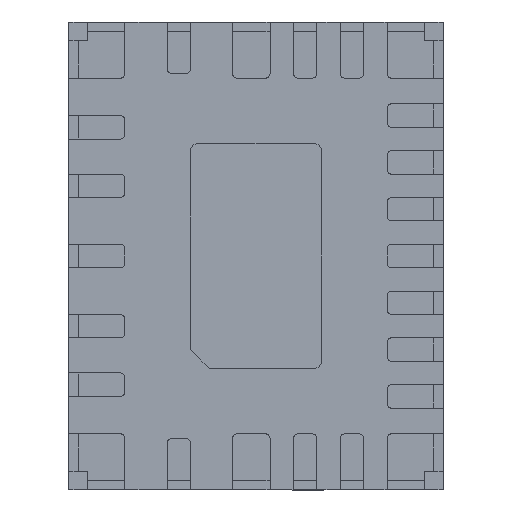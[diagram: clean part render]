
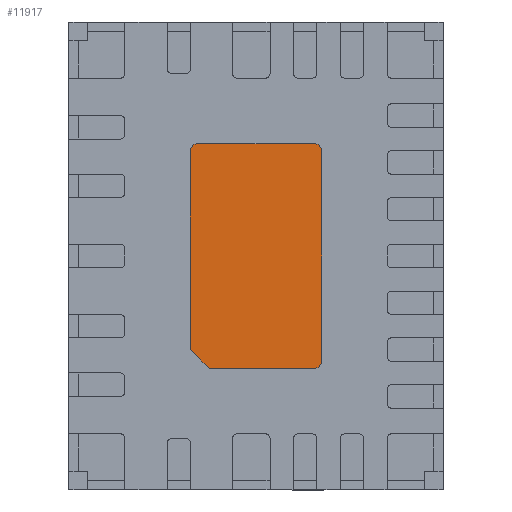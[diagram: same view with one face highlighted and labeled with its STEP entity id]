
A CAD part, front view. The second image highlights one B-rep face of the part: STEP entity #11917.
In plain terms, the highlighted planar face has unit normal (0, -1, 0).
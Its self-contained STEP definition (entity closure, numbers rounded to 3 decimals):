
#67 = EDGE_LOOP ( 'NONE', ( #8184, #9673, #3925, #3667, #1867, #1677, #11434, #9799 ) ) ;
#382 = EDGE_CURVE ( 'NONE', #2471, #8941, #9651, .T. ) ;
#431 = DIRECTION ( 'NONE',  ( 0., 0., -1. ) ) ;
#647 = EDGE_CURVE ( 'NONE', #12493, #6877, #7657, .T. ) ;
#872 = VECTOR ( 'NONE', #4458, 1000. ) ;
#875 = DIRECTION ( 'NONE',  ( 0., 0., 1. ) ) ;
#1264 = CARTESIAN_POINT ( 'NONE',  ( -0.7, 0., -1. ) ) ;
#1447 = LINE ( 'NONE', #8760, #13083 ) ;
#1620 = CIRCLE ( 'NONE', #6205, 0.075 ) ;
#1677 = ORIENTED_EDGE ( 'NONE', *, *, #9137, .F. ) ;
#1867 = ORIENTED_EDGE ( 'NONE', *, *, #12071, .F. ) ;
#1963 = CARTESIAN_POINT ( 'NONE',  ( -0.625, 0., 1.125 ) ) ;
#2157 = VERTEX_POINT ( 'NONE', #7444 ) ;
#2185 = CARTESIAN_POINT ( 'NONE',  ( -0.625, 0., 1.2 ) ) ;
#2471 = VERTEX_POINT ( 'NONE', #6196 ) ;
#2577 = CARTESIAN_POINT ( 'NONE',  ( -0.7, 0., -1. ) ) ;
#2748 = CARTESIAN_POINT ( 'NONE',  ( 0.625, 0., 1.125 ) ) ;
#2789 = DIRECTION ( 'NONE',  ( -1., 0., 0. ) ) ;
#3510 = CARTESIAN_POINT ( 'NONE',  ( 0.7, 0., -1.125 ) ) ;
#3667 = ORIENTED_EDGE ( 'NONE', *, *, #5812, .F. ) ;
#3925 = ORIENTED_EDGE ( 'NONE', *, *, #647, .F. ) ;
#3932 = CARTESIAN_POINT ( 'NONE',  ( 0.625, 0., 1.2 ) ) ;
#3955 = DIRECTION ( 'NONE',  ( 0., 1., 0. ) ) ;
#4458 = DIRECTION ( 'NONE',  ( 1., 0., 0. ) ) ;
#4676 = DIRECTION ( 'NONE',  ( 0., 1., 0. ) ) ;
#4798 = DIRECTION ( 'NONE',  ( 0., 0., 1. ) ) ;
#4831 = AXIS2_PLACEMENT_3D ( 'NONE', #2748, #4676, #4798 ) ;
#5390 = VECTOR ( 'NONE', #11648, 1000. ) ;
#5812 = EDGE_CURVE ( 'NONE', #7412, #12493, #12676, .T. ) ;
#6196 = CARTESIAN_POINT ( 'NONE',  ( -0.5, 0., -1.2 ) ) ;
#6205 = AXIS2_PLACEMENT_3D ( 'NONE', #13257, #3955, #8105 ) ;
#6320 = VERTEX_POINT ( 'NONE', #9761 ) ;
#6518 = LINE ( 'NONE', #1264, #5390 ) ;
#6631 = CARTESIAN_POINT ( 'NONE',  ( -0.7, 0., -1. ) ) ;
#6705 = DIRECTION ( 'NONE',  ( 0., 0., -1. ) ) ;
#6860 = CARTESIAN_POINT ( 'NONE',  ( 0.625, 0., -1.2 ) ) ;
#6877 = VERTEX_POINT ( 'NONE', #10464 ) ;
#7412 = VERTEX_POINT ( 'NONE', #2185 ) ;
#7444 = CARTESIAN_POINT ( 'NONE',  ( -0.7, 0., 1.125 ) ) ;
#7657 = CIRCLE ( 'NONE', #4831, 0.075 ) ;
#7723 = DIRECTION ( 'NONE',  ( -0.707, 0., 0.707 ) ) ;
#8105 = DIRECTION ( 'NONE',  ( 0., 0., -1. ) ) ;
#8184 = ORIENTED_EDGE ( 'NONE', *, *, #8511, .F. ) ;
#8511 = EDGE_CURVE ( 'NONE', #6320, #8824, #1620, .T. ) ;
#8760 = CARTESIAN_POINT ( 'NONE',  ( -0.5, 0., -1.2 ) ) ;
#8824 = VERTEX_POINT ( 'NONE', #6860 ) ;
#8941 = VERTEX_POINT ( 'NONE', #2577 ) ;
#9137 = EDGE_CURVE ( 'NONE', #8941, #2157, #6518, .T. ) ;
#9651 = LINE ( 'NONE', #6631, #10096 ) ;
#9673 = ORIENTED_EDGE ( 'NONE', *, *, #11939, .F. ) ;
#9761 = CARTESIAN_POINT ( 'NONE',  ( 0.7, 0., -1.125 ) ) ;
#9782 = CARTESIAN_POINT ( 'NONE',  ( 0.625, 0., -1.125 ) ) ;
#9799 = ORIENTED_EDGE ( 'NONE', *, *, #11984, .F. ) ;
#10096 = VECTOR ( 'NONE', #7723, 1000. ) ;
#10234 = DIRECTION ( 'NONE',  ( 0., 1., 0. ) ) ;
#10464 = CARTESIAN_POINT ( 'NONE',  ( 0.7, 0., 1.125 ) ) ;
#10535 = CARTESIAN_POINT ( 'NONE',  ( -0.625, 0., 1.2 ) ) ;
#10676 = FACE_OUTER_BOUND ( 'NONE', #67, .T. ) ;
#10807 = DIRECTION ( 'NONE',  ( 0., -1., 0. ) ) ;
#11434 = ORIENTED_EDGE ( 'NONE', *, *, #382, .F. ) ;
#11648 = DIRECTION ( 'NONE',  ( 0., 0., 1. ) ) ;
#11917 = ADVANCED_FACE ( 'NONE', ( #10676 ), #13198, .T. ) ;
#11939 = EDGE_CURVE ( 'NONE', #6877, #6320, #12888, .T. ) ;
#11984 = EDGE_CURVE ( 'NONE', #8824, #2471, #1447, .T. ) ;
#11990 = AXIS2_PLACEMENT_3D ( 'NONE', #1963, #10234, #875 ) ;
#12071 = EDGE_CURVE ( 'NONE', #2157, #7412, #12431, .T. ) ;
#12192 = VECTOR ( 'NONE', #431, 1000. ) ;
#12431 = CIRCLE ( 'NONE', #11990, 0.075 ) ;
#12493 = VERTEX_POINT ( 'NONE', #3932 ) ;
#12676 = LINE ( 'NONE', #10535, #872 ) ;
#12865 = AXIS2_PLACEMENT_3D ( 'NONE', #9782, #10807, #6705 ) ;
#12888 = LINE ( 'NONE', #3510, #12192 ) ;
#13083 = VECTOR ( 'NONE', #2789, 1000. ) ;
#13198 = PLANE ( 'NONE',  #12865 ) ;
#13257 = CARTESIAN_POINT ( 'NONE',  ( 0.625, 0., -1.125 ) ) ;
